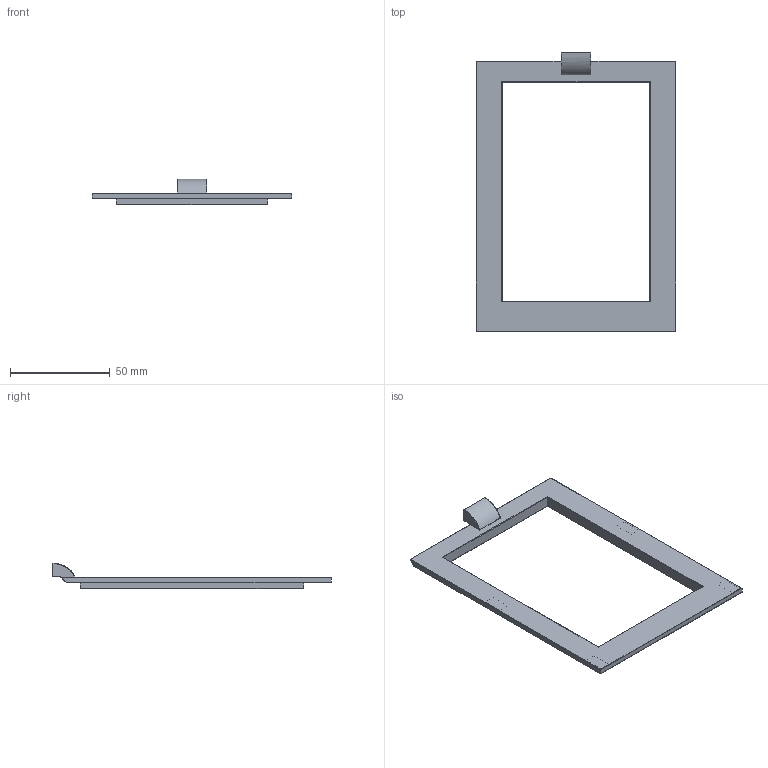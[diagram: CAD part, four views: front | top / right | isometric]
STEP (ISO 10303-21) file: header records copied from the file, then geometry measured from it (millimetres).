
FILE_DESCRIPTION(/* description */ ('STEP AP242','CAx-IF Rec.Pracs.---Representation and Presentation of Product Manufacturing Information (PMI)---4.0---2014-10-13','CAx-IF Rec.Pracs.---3D Tessellated Geometry---0.4---2014-09-14','2;1'),/* implementation_level */ '2;1');
FILE_NAME(/* name */ '6900fac04256641afbfcaa52',/* time_stamp */ '2025-10-28T17:17:52Z',/* author */ (''),/* organization */ (''),/* preprocessor_version */ 'ST-DEVELOPER v20',/* originating_system */ 'ONSHAPE BY PTC INC, 1.205',/* authorisation */ ' ');
FILE_SCHEMA (('AP242_MANAGED_MODEL_BASED_3D_ENGINEERING_MIM_LF { 1 0 10303 442 1 1 4 }'));
Length unit declared in the file: metre
Products named in the file (1): SlideHolder-Cover
Bounding box: 100 x 139.8 x 12.79 mm (x, y, z)
Volume: 15845.1 mm3; surface area: 16340.2 mm2
Topology: 1 solids, 6 shells, 143 faces, 334 edges, 188 vertices
Faces by surface type: plane 72, cylinder 50, sphere 17, bspline 4
Entity records: 3921 total; most frequent: CARTESIAN_POINT 728, DIRECTION 674, ORIENTED_EDGE 634, EDGE_CURVE 317, AXIS2_PLACEMENT_3D 225, LINE 224, VECTOR 224, VERTEX_POINT 188
